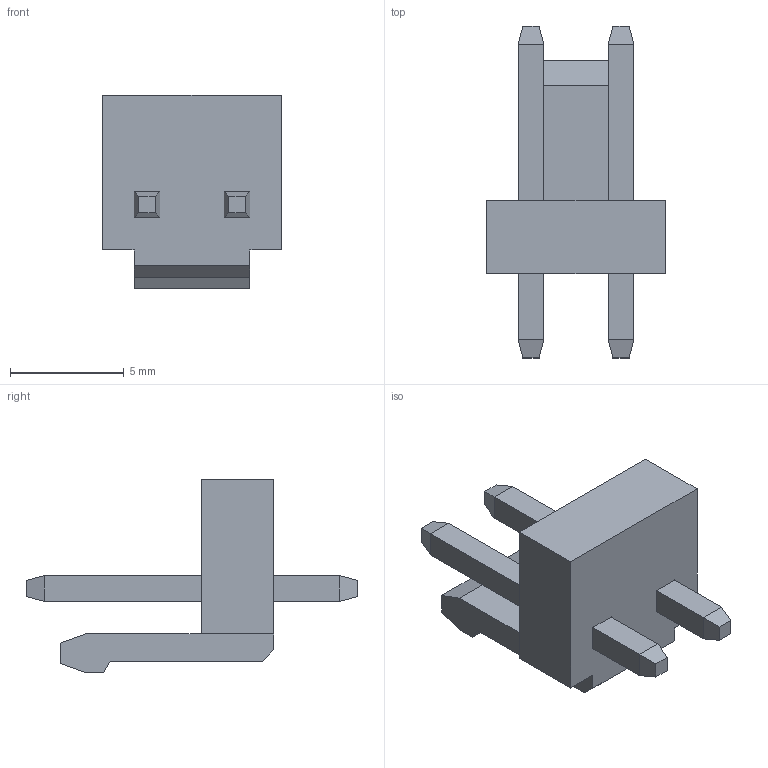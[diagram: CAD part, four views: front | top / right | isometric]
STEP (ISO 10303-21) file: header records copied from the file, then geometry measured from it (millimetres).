
FILE_DESCRIPTION (( 'STEP AP214' ), '1' );
FILE_NAME ('B2P-VH.STEP', '2023-12-10T14:15:22', ( '' ), ( '' ), 'SwSTEP 2.0', 'SolidWorks 2021', '' );
FILE_SCHEMA (( 'AUTOMOTIVE_DESIGN' ));
Length unit declared in the file: millimetre
Products named in the file (3): pin; BxP-VH_2; B2P-VH
Assembly tree (3 placements, depth 2):
  B2P-VH
    BxP-VH_2
    pin  x2
Bounding box: 7.86 x 14.6 x 8.5 mm (x, y, z)
Volume: 259.2 mm3; surface area: 455.7 mm2
Topology: 3 solids, 3 shells, 53 faces, 123 edges, 76 vertices
Faces by surface type: plane 53
Entity records: 1235 total; most frequent: CARTESIAN_POINT 200, ORIENTED_EDGE 190, DIRECTION 185, LINE 95, EDGE_CURVE 95, VECTOR 95, VERTEX_POINT 60, AXIS2_PLACEMENT_3D 45
